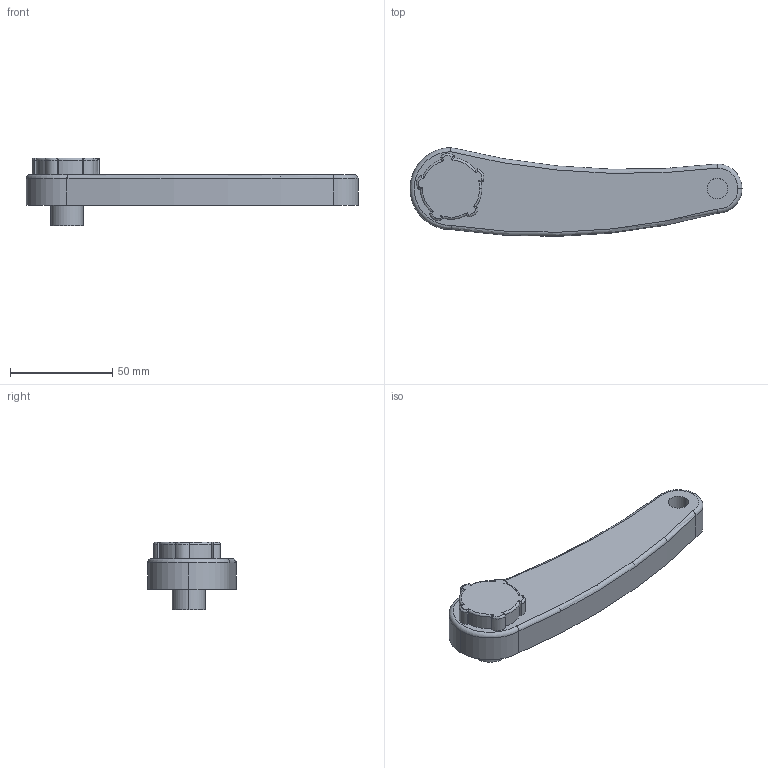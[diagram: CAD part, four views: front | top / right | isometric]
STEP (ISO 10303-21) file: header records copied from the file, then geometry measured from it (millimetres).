
FILE_DESCRIPTION (( 'STEP AP203' ), '1' );
FILE_NAME ('Part2_Default_sldprt.STEP', '2023-12-12T03:33:37', ( '' ), ( '' ), 'SwSTEP 2.0', 'SolidWorks 2018', '' );
FILE_SCHEMA (( 'CONFIG_CONTROL_DESIGN' ));
Length unit declared in the file: millimetre
Products named in the file (1): Part2_Default_sldprt
Bounding box: 162 x 43.28 x 33 mm (x, y, z)
Volume: 83304 mm3; surface area: 16948.6 mm2
Topology: 1 solids, 1 shells, 60 faces, 141 edges, 86 vertices
Faces by surface type: cylinder 24, plane 15, torus 11, bspline 10
Entity records: 2552 total; most frequent: CARTESIAN_POINT 1180, ORIENTED_EDGE 282, DIRECTION 247, EDGE_CURVE 141, AXIS2_PLACEMENT_3D 94, VERTEX_POINT 86, EDGE_LOOP 63, FACE_OUTER_BOUND 60
